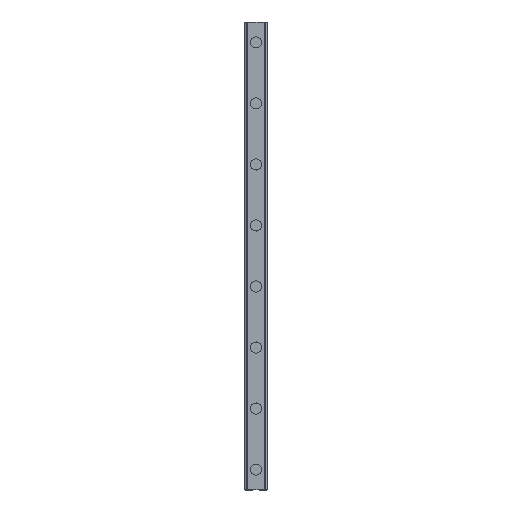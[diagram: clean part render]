
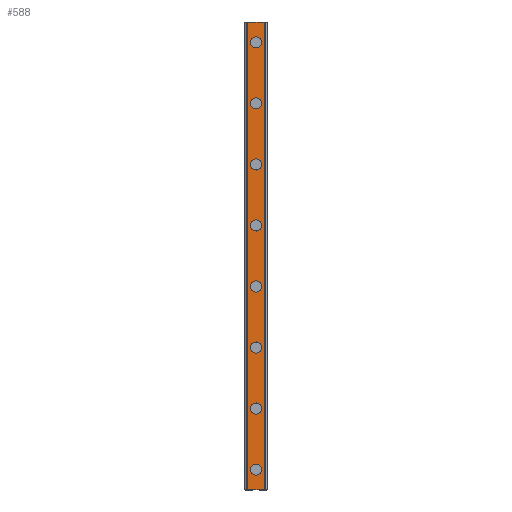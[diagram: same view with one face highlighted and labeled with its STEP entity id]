
A CAD part, top view. The second image highlights one B-rep face of the part: STEP entity #588.
In plain terms, the highlighted planar face has unit normal (0, 0, 1).
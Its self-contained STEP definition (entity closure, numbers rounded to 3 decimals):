
#588=ADVANCED_FACE('',(#1201,#1202,#1203,#1204,#1205,#1206,#1207,#1208,#1209),#1210,.T.);
#1201=FACE_BOUND('',#1832,.T.);
#1202=FACE_BOUND('',#1833,.T.);
#1203=FACE_BOUND('',#1834,.T.);
#1204=FACE_BOUND('',#1835,.T.);
#1205=FACE_BOUND('',#1836,.T.);
#1206=FACE_BOUND('',#1837,.T.);
#1207=FACE_BOUND('',#1838,.T.);
#1208=FACE_BOUND('',#1839,.T.);
#1209=FACE_OUTER_BOUND('',#1840,.T.);
#1210=PLANE('',#1841);
#1832=EDGE_LOOP('',(#3580,#3581));
#1833=EDGE_LOOP('',(#3582,#3583));
#1834=EDGE_LOOP('',(#3584,#3585));
#1835=EDGE_LOOP('',(#3586,#3587));
#1836=EDGE_LOOP('',(#3588,#3589));
#1837=EDGE_LOOP('',(#3590,#3591));
#1838=EDGE_LOOP('',(#3592,#3593));
#1839=EDGE_LOOP('',(#3594,#3595));
#1840=EDGE_LOOP('',(#3596,#3597,#3598,#3599));
#1841=AXIS2_PLACEMENT_3D('',#3600,#3601,#3602);
#3580=ORIENTED_EDGE('',*,*,#3889,.T.);
#3581=ORIENTED_EDGE('',*,*,#4303,.T.);
#3582=ORIENTED_EDGE('',*,*,#3875,.T.);
#3583=ORIENTED_EDGE('',*,*,#4337,.T.);
#3584=ORIENTED_EDGE('',*,*,#3861,.T.);
#3585=ORIENTED_EDGE('',*,*,#4352,.T.);
#3586=ORIENTED_EDGE('',*,*,#3847,.T.);
#3587=ORIENTED_EDGE('',*,*,#4367,.T.);
#3588=ORIENTED_EDGE('',*,*,#3833,.T.);
#3589=ORIENTED_EDGE('',*,*,#4382,.T.);
#3590=ORIENTED_EDGE('',*,*,#3819,.T.);
#3591=ORIENTED_EDGE('',*,*,#4397,.T.);
#3592=ORIENTED_EDGE('',*,*,#3805,.T.);
#3593=ORIENTED_EDGE('',*,*,#4412,.T.);
#3594=ORIENTED_EDGE('',*,*,#3791,.T.);
#3595=ORIENTED_EDGE('',*,*,#4427,.T.);
#3596=ORIENTED_EDGE('',*,*,#4282,.T.);
#3597=ORIENTED_EDGE('',*,*,#4480,.F.);
#3598=ORIENTED_EDGE('',*,*,#4156,.T.);
#3599=ORIENTED_EDGE('',*,*,#4478,.T.);
#3600=CARTESIAN_POINT('',(0.,460.0,18.));
#3601=DIRECTION('',(0.0,0.0,1.0));
#3602=DIRECTION('',(-1.0,0.0,0.0));
#3791=EDGE_CURVE('',#4540,#4537,#4541,.T.);
#3805=EDGE_CURVE('',#4566,#4563,#4567,.T.);
#3819=EDGE_CURVE('',#4592,#4589,#4593,.T.);
#3833=EDGE_CURVE('',#4618,#4615,#4619,.T.);
#3847=EDGE_CURVE('',#4644,#4641,#4645,.T.);
#3861=EDGE_CURVE('',#4670,#4667,#4671,.T.);
#3875=EDGE_CURVE('',#4696,#4693,#4697,.T.);
#3889=EDGE_CURVE('',#4722,#4719,#4723,.T.);
#4156=EDGE_CURVE('',#5121,#5119,#5122,.T.);
#4282=EDGE_CURVE('',#5328,#5326,#5329,.T.);
#4303=EDGE_CURVE('',#4719,#4722,#5368,.T.);
#4337=EDGE_CURVE('',#4693,#4696,#5413,.T.);
#4352=EDGE_CURVE('',#4667,#4670,#5431,.T.);
#4367=EDGE_CURVE('',#4641,#4644,#5449,.T.);
#4382=EDGE_CURVE('',#4615,#4618,#5467,.T.);
#4397=EDGE_CURVE('',#4589,#4592,#5485,.T.);
#4412=EDGE_CURVE('',#4563,#4566,#5503,.T.);
#4427=EDGE_CURVE('',#4537,#4540,#5521,.T.);
#4478=EDGE_CURVE('',#5119,#5328,#5575,.T.);
#4480=EDGE_CURVE('',#5121,#5326,#5577,.T.);
#4537=VERTEX_POINT('',#5636);
#4540=VERTEX_POINT('',#5640);
#4541=CIRCLE('',#5641,5.5);
#4563=VERTEX_POINT('',#5666);
#4566=VERTEX_POINT('',#5670);
#4567=CIRCLE('',#5671,5.5);
#4589=VERTEX_POINT('',#5696);
#4592=VERTEX_POINT('',#5700);
#4593=CIRCLE('',#5701,5.5);
#4615=VERTEX_POINT('',#5726);
#4618=VERTEX_POINT('',#5730);
#4619=CIRCLE('',#5731,5.5);
#4641=VERTEX_POINT('',#5756);
#4644=VERTEX_POINT('',#5760);
#4645=CIRCLE('',#5761,5.5);
#4667=VERTEX_POINT('',#5786);
#4670=VERTEX_POINT('',#5790);
#4671=CIRCLE('',#5791,5.5);
#4693=VERTEX_POINT('',#5816);
#4696=VERTEX_POINT('',#5820);
#4697=CIRCLE('',#5821,5.5);
#4719=VERTEX_POINT('',#5846);
#4722=VERTEX_POINT('',#5850);
#4723=CIRCLE('',#5851,5.5);
#5119=VERTEX_POINT('',#6389);
#5121=VERTEX_POINT('',#6391);
#5122=LINE('',#6392,#6393);
#5326=VERTEX_POINT('',#6678);
#5328=VERTEX_POINT('',#6680);
#5329=LINE('',#6681,#6682);
#5368=CIRCLE('',#6730,5.5);
#5413=CIRCLE('',#6788,5.5);
#5431=CIRCLE('',#6809,5.5);
#5449=CIRCLE('',#6830,5.5);
#5467=CIRCLE('',#6851,5.5);
#5485=CIRCLE('',#6872,5.5);
#5503=CIRCLE('',#6893,5.5);
#5521=CIRCLE('',#6914,5.5);
#5575=LINE('',#6989,#6990);
#5577=LINE('',#6992,#6993);
#5636=CARTESIAN_POINT('',(5.5,20.0,18.));
#5640=CARTESIAN_POINT('',(-5.5,20.0,18.));
#5641=AXIS2_PLACEMENT_3D('',#7071,#7072,#7073);
#5666=CARTESIAN_POINT('',(5.5,80.0,18.));
#5670=CARTESIAN_POINT('',(-5.5,80.0,18.));
#5671=AXIS2_PLACEMENT_3D('',#7099,#7100,#7101);
#5696=CARTESIAN_POINT('',(5.5,140.0,18.));
#5700=CARTESIAN_POINT('',(-5.5,140.0,18.));
#5701=AXIS2_PLACEMENT_3D('',#7127,#7128,#7129);
#5726=CARTESIAN_POINT('',(5.5,200.0,18.));
#5730=CARTESIAN_POINT('',(-5.5,200.0,18.));
#5731=AXIS2_PLACEMENT_3D('',#7155,#7156,#7157);
#5756=CARTESIAN_POINT('',(5.5,260.0,18.));
#5760=CARTESIAN_POINT('',(-5.5,260.0,18.));
#5761=AXIS2_PLACEMENT_3D('',#7183,#7184,#7185);
#5786=CARTESIAN_POINT('',(5.5,320.0,18.));
#5790=CARTESIAN_POINT('',(-5.5,320.0,18.));
#5791=AXIS2_PLACEMENT_3D('',#7211,#7212,#7213);
#5816=CARTESIAN_POINT('',(5.5,380.0,18.));
#5820=CARTESIAN_POINT('',(-5.5,380.0,18.));
#5821=AXIS2_PLACEMENT_3D('',#7239,#7240,#7241);
#5846=CARTESIAN_POINT('',(5.5,440.0,18.));
#5850=CARTESIAN_POINT('',(-5.5,440.0,18.));
#5851=AXIS2_PLACEMENT_3D('',#7267,#7268,#7269);
#6389=CARTESIAN_POINT('',(-7.959,460.0,18.));
#6391=CARTESIAN_POINT('',(7.959,460.0,18.));
#6392=CARTESIAN_POINT('',(7.959,460.0,18.));
#6393=VECTOR('',#7565,1.0);
#6678=CARTESIAN_POINT('',(7.959,0.0,18.));
#6680=CARTESIAN_POINT('',(-7.959,0.0,18.));
#6681=CARTESIAN_POINT('',(7.959,0.0,18.));
#6682=VECTOR('',#7707,1.0);
#6730=AXIS2_PLACEMENT_3D('',#7747,#7748,#7749);
#6788=AXIS2_PLACEMENT_3D('',#7802,#7803,#7804);
#6809=AXIS2_PLACEMENT_3D('',#7823,#7824,#7825);
#6830=AXIS2_PLACEMENT_3D('',#7844,#7845,#7846);
#6851=AXIS2_PLACEMENT_3D('',#7865,#7866,#7867);
#6872=AXIS2_PLACEMENT_3D('',#7886,#7887,#7888);
#6893=AXIS2_PLACEMENT_3D('',#7907,#7908,#7909);
#6914=AXIS2_PLACEMENT_3D('',#7928,#7929,#7930);
#6989=CARTESIAN_POINT('',(-7.959,460.0,18.));
#6990=VECTOR('',#7967,1.0);
#6992=CARTESIAN_POINT('',(7.959,460.0,18.));
#6993=VECTOR('',#7968,1.0);
#7071=CARTESIAN_POINT('',(0.0,20.0,18.));
#7072=DIRECTION('',(0.0,0.0,-1.0));
#7073=DIRECTION('',(1.0,0.0,0.0));
#7099=CARTESIAN_POINT('',(0.0,80.0,18.));
#7100=DIRECTION('',(0.0,0.0,-1.0));
#7101=DIRECTION('',(1.0,0.0,0.0));
#7127=CARTESIAN_POINT('',(0.0,140.0,18.));
#7128=DIRECTION('',(0.0,0.0,-1.0));
#7129=DIRECTION('',(1.0,0.0,0.0));
#7155=CARTESIAN_POINT('',(0.0,200.0,18.));
#7156=DIRECTION('',(0.0,0.0,-1.0));
#7157=DIRECTION('',(1.0,0.0,0.0));
#7183=CARTESIAN_POINT('',(0.0,260.0,18.));
#7184=DIRECTION('',(0.0,0.0,-1.0));
#7185=DIRECTION('',(1.0,0.0,0.0));
#7211=CARTESIAN_POINT('',(0.0,320.0,18.));
#7212=DIRECTION('',(0.0,0.0,-1.0));
#7213=DIRECTION('',(1.0,0.0,0.0));
#7239=CARTESIAN_POINT('',(0.0,380.0,18.));
#7240=DIRECTION('',(0.0,0.0,-1.0));
#7241=DIRECTION('',(1.0,0.0,0.0));
#7267=CARTESIAN_POINT('',(0.0,440.0,18.));
#7268=DIRECTION('',(0.0,0.0,-1.0));
#7269=DIRECTION('',(1.0,0.0,0.0));
#7565=DIRECTION('',(-1.0,0.0,0.0));
#7707=DIRECTION('',(1.0,0.0,0.0));
#7747=CARTESIAN_POINT('',(0.0,440.0,18.));
#7748=DIRECTION('',(0.0,0.0,-1.0));
#7749=DIRECTION('',(1.0,0.0,0.0));
#7802=CARTESIAN_POINT('',(0.0,380.0,18.));
#7803=DIRECTION('',(0.0,0.0,-1.0));
#7804=DIRECTION('',(1.0,0.0,0.0));
#7823=CARTESIAN_POINT('',(0.0,320.0,18.));
#7824=DIRECTION('',(0.0,0.0,-1.0));
#7825=DIRECTION('',(1.0,0.0,0.0));
#7844=CARTESIAN_POINT('',(0.0,260.0,18.));
#7845=DIRECTION('',(0.0,0.0,-1.0));
#7846=DIRECTION('',(1.0,0.0,0.0));
#7865=CARTESIAN_POINT('',(0.0,200.0,18.));
#7866=DIRECTION('',(0.0,0.0,-1.0));
#7867=DIRECTION('',(1.0,0.0,0.0));
#7886=CARTESIAN_POINT('',(0.0,140.0,18.));
#7887=DIRECTION('',(0.0,0.0,-1.0));
#7888=DIRECTION('',(1.0,0.0,0.0));
#7907=CARTESIAN_POINT('',(0.0,80.0,18.));
#7908=DIRECTION('',(0.0,0.0,-1.0));
#7909=DIRECTION('',(1.0,0.0,0.0));
#7928=CARTESIAN_POINT('',(0.0,20.0,18.));
#7929=DIRECTION('',(0.0,0.0,-1.0));
#7930=DIRECTION('',(1.0,0.0,0.0));
#7967=DIRECTION('',(0.0,-1.0,0.0));
#7968=DIRECTION('',(0.0,-1.0,0.0));
